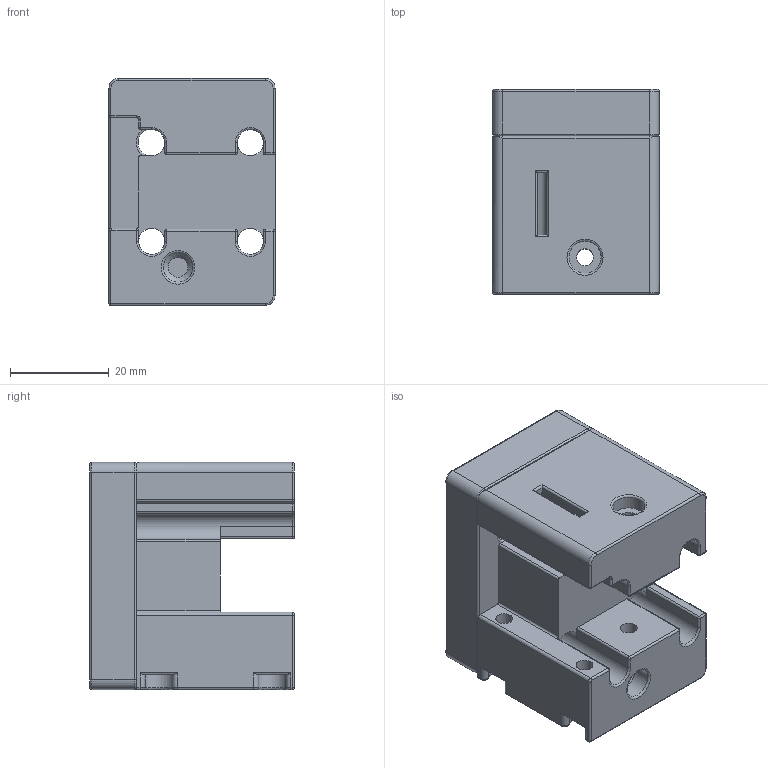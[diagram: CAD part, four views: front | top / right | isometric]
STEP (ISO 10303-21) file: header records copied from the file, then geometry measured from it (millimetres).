
FILE_DESCRIPTION(/* description */ (''),/* implementation_level */ '2;1');
FILE_NAME(/* name */ 'B-XY_Carriage_Cap_MGN12_1515_4-B.stp',/* time_stamp */ '2020-11-15T12:51:50-08:00',/* author */ (''),/* organization */ (''),/* preprocessor_version */ 'ST-DEVELOPER v18.1',/* originating_system */ 'Autodesk Translation Framework v9.3.0.1241',/* authorisation */ '');
FILE_SCHEMA (('AUTOMOTIVE_DESIGN { 1 0 10303 214 3 1 1 }'));
Length unit declared in the file: millimetre
Products named in the file (1): Component1
Bounding box: 33.65 x 41.5 x 46 mm (x, y, z)
Volume: 46811.9 mm3; surface area: 16391.3 mm2
Topology: 2 solids, 2 shells, 206 faces, 496 edges, 294 vertices
Faces by surface type: cylinder 97, plane 57, torus 33, sphere 12, cone 4, bspline 3
Full cylindrical faces by diameter (mm): 3.4 x6, 4 x1, 5.3 x3, 5.5 x4, 6 x1, 6.5 x2, 8.4 x4
Entity records: 6315 total; most frequent: CARTESIAN_POINT 1295, DIRECTION 1135, ORIENTED_EDGE 988, EDGE_CURVE 494, AXIS2_PLACEMENT_3D 447, VERTEX_POINT 294, LINE 241, VECTOR 241
